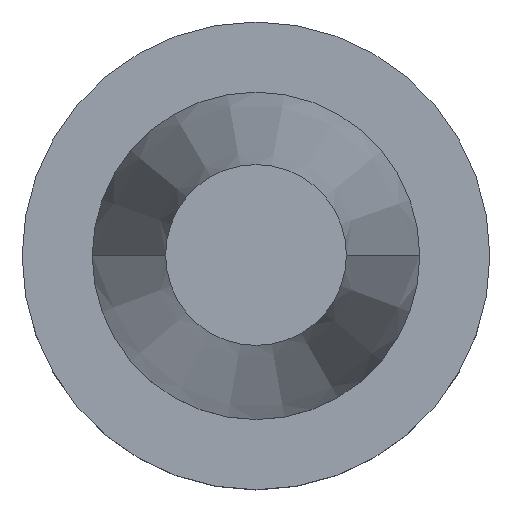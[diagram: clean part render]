
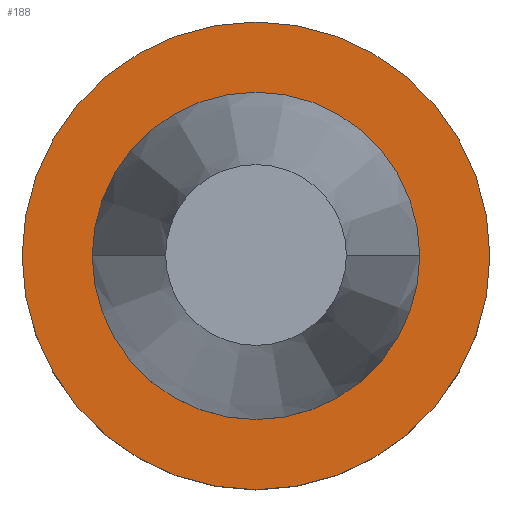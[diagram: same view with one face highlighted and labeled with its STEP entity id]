
A CAD part, top view. The second image highlights one B-rep face of the part: STEP entity #188.
In plain terms, the highlighted planar face has unit normal (0, 0, 1).
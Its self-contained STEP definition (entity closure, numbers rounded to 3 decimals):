
#34 = ORIENTED_EDGE ( 'NONE', *, *, #589, .F. ) ;
#36 = DIRECTION ( 'NONE',  ( 0., 0., 1. ) ) ;
#46 = PLANE ( 'NONE',  #661 ) ;
#54 = VERTEX_POINT ( 'NONE', #451 ) ;
#56 = CARTESIAN_POINT ( 'NONE',  ( -31.75, 0., -1. ) ) ;
#58 = DIRECTION ( 'NONE',  ( 1., 0., 0. ) ) ;
#61 = CIRCLE ( 'NONE', #92, 31.75 ) ;
#66 = CARTESIAN_POINT ( 'NONE',  ( -22.225, 0., -1. ) ) ;
#92 = AXIS2_PLACEMENT_3D ( 'NONE', #266, #36, #260 ) ;
#108 = CARTESIAN_POINT ( 'NONE',  ( 31.75, 0., -1. ) ) ;
#139 = VERTEX_POINT ( 'NONE', #108 ) ;
#158 = EDGE_LOOP ( 'NONE', ( #750, #703 ) ) ;
#168 = EDGE_CURVE ( 'NONE', #54, #728, #764, .T. ) ;
#170 = DIRECTION ( 'NONE',  ( 0., 0., 1. ) ) ;
#179 = AXIS2_PLACEMENT_3D ( 'NONE', #217, #641, #758 ) ;
#187 = VERTEX_POINT ( 'NONE', #56 ) ;
#188 = ADVANCED_FACE ( 'NONE', ( #209, #271 ), #46, .F. ) ;
#206 = DIRECTION ( 'NONE',  ( 0., 0., 1. ) ) ;
#209 = FACE_BOUND ( 'NONE', #364, .T. ) ;
#217 = CARTESIAN_POINT ( 'NONE',  ( 0., 0., -1. ) ) ;
#239 = EDGE_CURVE ( 'NONE', #187, #139, #376, .T. ) ;
#260 = DIRECTION ( 'NONE',  ( 1., 0., 0. ) ) ;
#266 = CARTESIAN_POINT ( 'NONE',  ( 0., 0., -1. ) ) ;
#271 = FACE_OUTER_BOUND ( 'NONE', #158, .T. ) ;
#359 = ORIENTED_EDGE ( 'NONE', *, *, #168, .F. ) ;
#364 = EDGE_LOOP ( 'NONE', ( #359, #34 ) ) ;
#376 = CIRCLE ( 'NONE', #475, 31.75 ) ;
#398 = DIRECTION ( 'NONE',  ( 1., 0., 0. ) ) ;
#451 = CARTESIAN_POINT ( 'NONE',  ( 22.225, 0., -1. ) ) ;
#466 = CARTESIAN_POINT ( 'NONE',  ( 0., 0., -1. ) ) ;
#475 = AXIS2_PLACEMENT_3D ( 'NONE', #645, #206, #398 ) ;
#512 = CARTESIAN_POINT ( 'NONE',  ( 0., 31.75, -1. ) ) ;
#555 = EDGE_CURVE ( 'NONE', #139, #187, #61, .T. ) ;
#587 = DIRECTION ( 'NONE',  ( 0., 0., -1. ) ) ;
#589 = EDGE_CURVE ( 'NONE', #728, #54, #739, .T. ) ;
#641 = DIRECTION ( 'NONE',  ( 0., 0., 1. ) ) ;
#645 = CARTESIAN_POINT ( 'NONE',  ( 0., 0., -1. ) ) ;
#661 = AXIS2_PLACEMENT_3D ( 'NONE', #512, #587, #706 ) ;
#703 = ORIENTED_EDGE ( 'NONE', *, *, #239, .T. ) ;
#706 = DIRECTION ( 'NONE',  ( -1., 0., 0. ) ) ;
#715 = AXIS2_PLACEMENT_3D ( 'NONE', #466, #170, #58 ) ;
#728 = VERTEX_POINT ( 'NONE', #66 ) ;
#739 = CIRCLE ( 'NONE', #715, 22.225 ) ;
#750 = ORIENTED_EDGE ( 'NONE', *, *, #555, .T. ) ;
#758 = DIRECTION ( 'NONE',  ( 1., 0., 0. ) ) ;
#764 = CIRCLE ( 'NONE', #179, 22.225 ) ;
